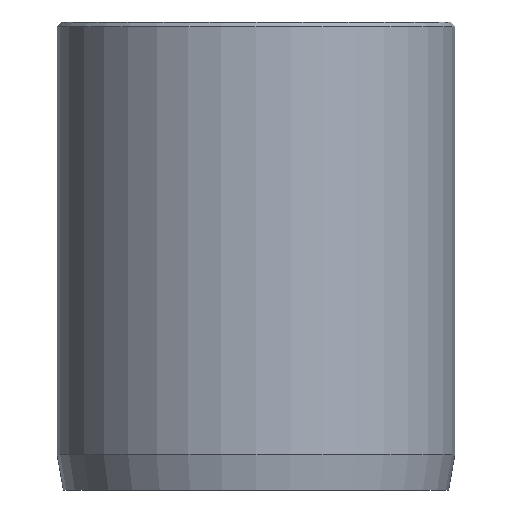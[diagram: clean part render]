
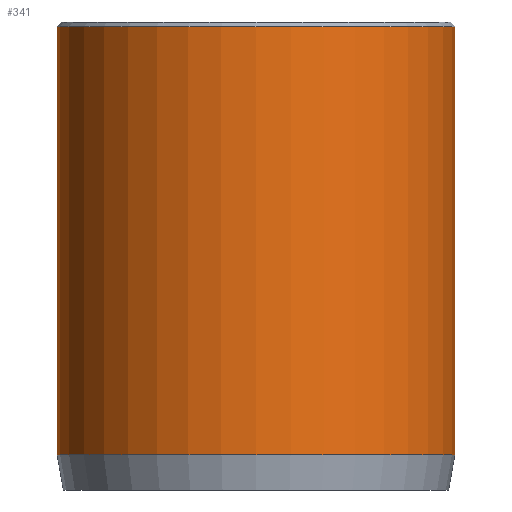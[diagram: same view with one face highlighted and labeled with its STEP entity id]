
A CAD part, front view. The second image highlights one B-rep face of the part: STEP entity #341.
In plain terms, the highlighted cylindrical face has radius 8.5 mm (diameter 17 mm), a partial arc.
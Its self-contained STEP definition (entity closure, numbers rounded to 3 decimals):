
#15 = CIRCLE ( 'NONE', #483, 8.5 ) ;
#34 = CIRCLE ( 'NONE', #661, 8.5 ) ;
#69 = FACE_OUTER_BOUND ( 'NONE', #1108, .T. ) ;
#75 = EDGE_CURVE ( 'NONE', #1015, #949, #15, .T. ) ;
#164 = LINE ( 'NONE', #1008, #421 ) ;
#243 = DIRECTION ( 'NONE',  ( 1., 0., 0. ) ) ;
#246 = EDGE_CURVE ( 'NONE', #518, #949, #952, .T. ) ;
#249 = ORIENTED_EDGE ( 'NONE', *, *, #246, .F. ) ;
#256 = DIRECTION ( 'NONE',  ( 0., 0., -1. ) ) ;
#260 = CARTESIAN_POINT ( 'NONE',  ( 0., 0., 19.8 ) ) ;
#341 = ADVANCED_FACE ( 'NONE', ( #69 ), #621, .T. ) ;
#364 = DIRECTION ( 'NONE',  ( 0., 0., -1. ) ) ;
#379 = AXIS2_PLACEMENT_3D ( 'NONE', #535, #364, #490 ) ;
#387 = CARTESIAN_POINT ( 'NONE',  ( -8.5, 0., 1.5 ) ) ;
#414 = CARTESIAN_POINT ( 'NONE',  ( -8.5, 0., 19.8 ) ) ;
#421 = VECTOR ( 'NONE', #585, 1000. ) ;
#483 = AXIS2_PLACEMENT_3D ( 'NONE', #1070, #1066, #1064 ) ;
#490 = DIRECTION ( 'NONE',  ( -1., 0., 0. ) ) ;
#498 = CARTESIAN_POINT ( 'NONE',  ( 8.5, 0., 1.5 ) ) ;
#518 = VERTEX_POINT ( 'NONE', #1209 ) ;
#535 = CARTESIAN_POINT ( 'NONE',  ( 0., 0., 20. ) ) ;
#585 = DIRECTION ( 'NONE',  ( 0., 0., -1. ) ) ;
#605 = EDGE_CURVE ( 'NONE', #834, #1015, #164, .T. ) ;
#621 = CYLINDRICAL_SURFACE ( 'NONE', #379, 8.5 ) ;
#656 = CARTESIAN_POINT ( 'NONE',  ( 8.5, 0., 20. ) ) ;
#661 = AXIS2_PLACEMENT_3D ( 'NONE', #260, #256, #243 ) ;
#662 = DIRECTION ( 'NONE',  ( 0., 0., -1. ) ) ;
#717 = VECTOR ( 'NONE', #662, 1000. ) ;
#834 = VERTEX_POINT ( 'NONE', #414 ) ;
#949 = VERTEX_POINT ( 'NONE', #498 ) ;
#952 = LINE ( 'NONE', #656, #717 ) ;
#1008 = CARTESIAN_POINT ( 'NONE',  ( -8.5, 0., 20. ) ) ;
#1015 = VERTEX_POINT ( 'NONE', #387 ) ;
#1044 = EDGE_CURVE ( 'NONE', #518, #834, #34, .T. ) ;
#1064 = DIRECTION ( 'NONE',  ( 1., 0., 0. ) ) ;
#1066 = DIRECTION ( 'NONE',  ( 0., 0., 1. ) ) ;
#1070 = CARTESIAN_POINT ( 'NONE',  ( 0., 0., 1.5 ) ) ;
#1108 = EDGE_LOOP ( 'NONE', ( #249, #1160, #1225, #1243 ) ) ;
#1160 = ORIENTED_EDGE ( 'NONE', *, *, #1044, .T. ) ;
#1209 = CARTESIAN_POINT ( 'NONE',  ( 8.5, 0., 19.8 ) ) ;
#1225 = ORIENTED_EDGE ( 'NONE', *, *, #605, .T. ) ;
#1243 = ORIENTED_EDGE ( 'NONE', *, *, #75, .T. ) ;
